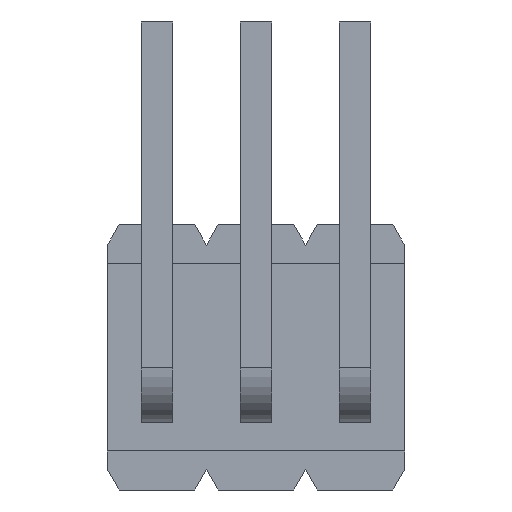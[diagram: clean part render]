
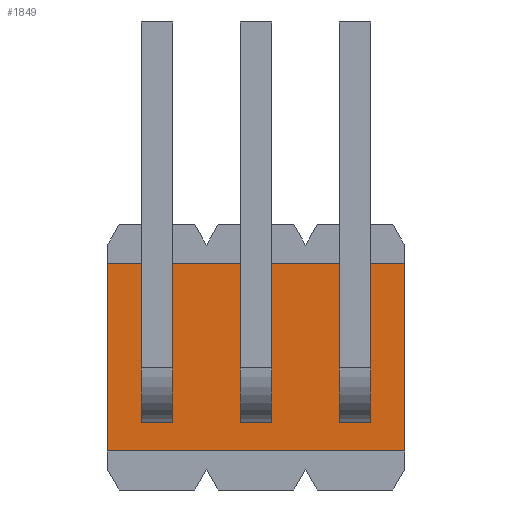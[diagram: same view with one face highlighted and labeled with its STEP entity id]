
A CAD part, front view. The second image highlights one B-rep face of the part: STEP entity #1849.
In plain terms, the highlighted planar face has unit normal (0, -1, 0).
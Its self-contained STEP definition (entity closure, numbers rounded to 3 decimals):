
#61=DIRECTION('',(0.,0.,-1.));
#62=VECTOR('',#61,2.4);
#63=CARTESIAN_POINT('',(3.175,0.1,1.2));
#64=LINE('3753',#63,#62);
#105=DIRECTION('',(0.,0.,-1.));
#106=VECTOR('',#105,2.4);
#107=CARTESIAN_POINT('',(-0.635,0.1,1.2));
#108=LINE('3721',#107,#106);
#117=DIRECTION('',(1.,0.,0.));
#118=VECTOR('',#117,3.81);
#119=CARTESIAN_POINT('',(-0.635,0.1,1.2));
#120=LINE('3725',#119,#118);
#121=DIRECTION('',(0.,0.,-1.));
#122=VECTOR('',#121,0.4);
#123=CARTESIAN_POINT('',(-0.2,0.1,0.835));
#124=LINE('3805',#123,#122);
#125=DIRECTION('',(-1.,0.,0.));
#126=VECTOR('',#125,0.4);
#127=CARTESIAN_POINT('',(0.2,0.1,0.435));
#128=LINE('3807',#127,#126);
#129=DIRECTION('',(0.,0.,-1.));
#130=VECTOR('',#129,0.4);
#131=CARTESIAN_POINT('',(0.2,0.1,0.835));
#132=LINE('3806',#131,#130);
#133=DIRECTION('',(1.,0.,0.));
#134=VECTOR('',#133,0.4);
#135=CARTESIAN_POINT('',(-0.2,0.1,0.835));
#136=LINE('3808',#135,#134);
#137=DIRECTION('',(0.,0.,-1.));
#138=VECTOR('',#137,0.4);
#139=CARTESIAN_POINT('',(-0.2,0.1,-0.435));
#140=LINE('3809',#139,#138);
#141=DIRECTION('',(-1.,0.,0.));
#142=VECTOR('',#141,0.4);
#143=CARTESIAN_POINT('',(0.2,0.1,-0.835));
#144=LINE('3811',#143,#142);
#145=DIRECTION('',(0.,0.,-1.));
#146=VECTOR('',#145,0.4);
#147=CARTESIAN_POINT('',(0.2,0.1,-0.435));
#148=LINE('3810',#147,#146);
#149=DIRECTION('',(1.,0.,0.));
#150=VECTOR('',#149,0.4);
#151=CARTESIAN_POINT('',(-0.2,0.1,-0.435));
#152=LINE('3812',#151,#150);
#153=DIRECTION('',(0.,0.,-1.));
#154=VECTOR('',#153,0.4);
#155=CARTESIAN_POINT('',(1.07,0.1,0.835));
#156=LINE('3877',#155,#154);
#157=DIRECTION('',(-1.,0.,0.));
#158=VECTOR('',#157,0.4);
#159=CARTESIAN_POINT('',(1.47,0.1,0.435));
#160=LINE('3879',#159,#158);
#161=DIRECTION('',(0.,0.,-1.));
#162=VECTOR('',#161,0.4);
#163=CARTESIAN_POINT('',(1.47,0.1,0.835));
#164=LINE('3878',#163,#162);
#165=DIRECTION('',(1.,0.,0.));
#166=VECTOR('',#165,0.4);
#167=CARTESIAN_POINT('',(1.07,0.1,0.835));
#168=LINE('3880',#167,#166);
#169=DIRECTION('',(0.,0.,-1.));
#170=VECTOR('',#169,0.4);
#171=CARTESIAN_POINT('',(1.07,0.1,-0.435));
#172=LINE('3881',#171,#170);
#173=DIRECTION('',(-1.,0.,0.));
#174=VECTOR('',#173,0.4);
#175=CARTESIAN_POINT('',(1.47,0.1,-0.835));
#176=LINE('3883',#175,#174);
#177=DIRECTION('',(0.,0.,-1.));
#178=VECTOR('',#177,0.4);
#179=CARTESIAN_POINT('',(1.47,0.1,-0.435));
#180=LINE('3882',#179,#178);
#181=DIRECTION('',(1.,0.,0.));
#182=VECTOR('',#181,0.4);
#183=CARTESIAN_POINT('',(1.07,0.1,-0.435));
#184=LINE('3884',#183,#182);
#185=DIRECTION('',(0.,0.,-1.));
#186=VECTOR('',#185,0.4);
#187=CARTESIAN_POINT('',(2.34,0.1,0.835));
#188=LINE('3949',#187,#186);
#189=DIRECTION('',(-1.,0.,0.));
#190=VECTOR('',#189,0.4);
#191=CARTESIAN_POINT('',(2.74,0.1,0.435));
#192=LINE('3951',#191,#190);
#193=DIRECTION('',(0.,0.,-1.));
#194=VECTOR('',#193,0.4);
#195=CARTESIAN_POINT('',(2.74,0.1,0.835));
#196=LINE('3950',#195,#194);
#197=DIRECTION('',(1.,0.,0.));
#198=VECTOR('',#197,0.4);
#199=CARTESIAN_POINT('',(2.34,0.1,0.835));
#200=LINE('3952',#199,#198);
#201=DIRECTION('',(0.,0.,-1.));
#202=VECTOR('',#201,0.4);
#203=CARTESIAN_POINT('',(2.34,0.1,-0.435));
#204=LINE('3953',#203,#202);
#205=DIRECTION('',(-1.,0.,0.));
#206=VECTOR('',#205,0.4);
#207=CARTESIAN_POINT('',(2.74,0.1,-0.835));
#208=LINE('3955',#207,#206);
#209=DIRECTION('',(0.,0.,-1.));
#210=VECTOR('',#209,0.4);
#211=CARTESIAN_POINT('',(2.74,0.1,-0.435));
#212=LINE('3954',#211,#210);
#213=DIRECTION('',(1.,0.,0.));
#214=VECTOR('',#213,0.4);
#215=CARTESIAN_POINT('',(2.34,0.1,-0.435));
#216=LINE('3956',#215,#214);
#217=DIRECTION('',(1.,0.,0.));
#218=VECTOR('',#217,3.81);
#219=CARTESIAN_POINT('',(-0.635,0.1,-1.2));
#220=LINE('3726',#219,#218);
#1233=CARTESIAN_POINT('',(-0.635,0.1,1.2));
#1234=VERTEX_POINT('',#1233);
#1235=CARTESIAN_POINT('',(-0.635,0.1,-1.2));
#1236=VERTEX_POINT('',#1235);
#1237=CARTESIAN_POINT('',(3.175,0.1,1.2));
#1238=VERTEX_POINT('',#1237);
#1239=CARTESIAN_POINT('',(3.175,0.1,-1.2));
#1240=VERTEX_POINT('',#1239);
#1353=CARTESIAN_POINT('',(-0.2,0.1,0.835));
#1354=CARTESIAN_POINT('',(-0.2,0.1,0.435));
#1355=VERTEX_POINT('',#1353);
#1356=VERTEX_POINT('',#1354);
#1357=CARTESIAN_POINT('',(0.2,0.1,0.835));
#1358=CARTESIAN_POINT('',(0.2,0.1,0.435));
#1359=VERTEX_POINT('',#1357);
#1360=VERTEX_POINT('',#1358);
#1361=CARTESIAN_POINT('',(-0.2,0.1,-0.435));
#1362=CARTESIAN_POINT('',(-0.2,0.1,-0.835));
#1363=VERTEX_POINT('',#1361);
#1364=VERTEX_POINT('',#1362);
#1365=CARTESIAN_POINT('',(0.2,0.1,-0.435));
#1366=CARTESIAN_POINT('',(0.2,0.1,-0.835));
#1367=VERTEX_POINT('',#1365);
#1368=VERTEX_POINT('',#1366);
#1449=CARTESIAN_POINT('',(1.07,0.1,0.835));
#1450=CARTESIAN_POINT('',(1.07,0.1,0.435));
#1451=VERTEX_POINT('',#1449);
#1452=VERTEX_POINT('',#1450);
#1453=CARTESIAN_POINT('',(1.47,0.1,0.835));
#1454=CARTESIAN_POINT('',(1.47,0.1,0.435));
#1455=VERTEX_POINT('',#1453);
#1456=VERTEX_POINT('',#1454);
#1457=CARTESIAN_POINT('',(1.07,0.1,-0.435));
#1458=CARTESIAN_POINT('',(1.07,0.1,-0.835));
#1459=VERTEX_POINT('',#1457);
#1460=VERTEX_POINT('',#1458);
#1461=CARTESIAN_POINT('',(1.47,0.1,-0.435));
#1462=CARTESIAN_POINT('',(1.47,0.1,-0.835));
#1463=VERTEX_POINT('',#1461);
#1464=VERTEX_POINT('',#1462);
#1545=CARTESIAN_POINT('',(2.34,0.1,0.835));
#1546=CARTESIAN_POINT('',(2.34,0.1,0.435));
#1547=VERTEX_POINT('',#1545);
#1548=VERTEX_POINT('',#1546);
#1549=CARTESIAN_POINT('',(2.74,0.1,0.835));
#1550=CARTESIAN_POINT('',(2.74,0.1,0.435));
#1551=VERTEX_POINT('',#1549);
#1552=VERTEX_POINT('',#1550);
#1553=CARTESIAN_POINT('',(2.34,0.1,-0.435));
#1554=CARTESIAN_POINT('',(2.34,0.1,-0.835));
#1555=VERTEX_POINT('',#1553);
#1556=VERTEX_POINT('',#1554);
#1557=CARTESIAN_POINT('',(2.74,0.1,-0.435));
#1558=CARTESIAN_POINT('',(2.74,0.1,-0.835));
#1559=VERTEX_POINT('',#1557);
#1560=VERTEX_POINT('',#1558);
#1777=CARTESIAN_POINT('',(-0.635,0.1,1.2));
#1778=DIRECTION('',(0.,1.,0.));
#1779=DIRECTION('',(0.,0.,-1.));
#1780=AXIS2_PLACEMENT_3D('',#1777,#1778,#1779);
#1781=PLANE('3591',#1780);
#1782=ORIENTED_EDGE('3721',*,*,#1762,.F.);
#1783=ORIENTED_EDGE('3725',*,*,#1601,.T.);
#1784=ORIENTED_EDGE('3753',*,*,#1625,.T.);
#1786=ORIENTED_EDGE('3726',*,*,#1785,.F.);
#1787=EDGE_LOOP('3591',(#1782,#1783,#1784,#1786));
#1788=FACE_OUTER_BOUND('3591',#1787,.F.);
#1790=ORIENTED_EDGE('3805',*,*,#1789,.T.);
#1792=ORIENTED_EDGE('3807',*,*,#1791,.F.);
#1794=ORIENTED_EDGE('3806',*,*,#1793,.F.);
#1796=ORIENTED_EDGE('3808',*,*,#1795,.F.);
#1797=EDGE_LOOP('3591',(#1790,#1792,#1794,#1796));
#1798=FACE_BOUND('3591',#1797,.F.);
#1800=ORIENTED_EDGE('3809',*,*,#1799,.T.);
#1802=ORIENTED_EDGE('3811',*,*,#1801,.F.);
#1804=ORIENTED_EDGE('3810',*,*,#1803,.F.);
#1806=ORIENTED_EDGE('3812',*,*,#1805,.F.);
#1807=EDGE_LOOP('3591',(#1800,#1802,#1804,#1806));
#1808=FACE_BOUND('3591',#1807,.F.);
#1810=ORIENTED_EDGE('3877',*,*,#1809,.T.);
#1812=ORIENTED_EDGE('3879',*,*,#1811,.F.);
#1814=ORIENTED_EDGE('3878',*,*,#1813,.F.);
#1816=ORIENTED_EDGE('3880',*,*,#1815,.F.);
#1817=EDGE_LOOP('3591',(#1810,#1812,#1814,#1816));
#1818=FACE_BOUND('3591',#1817,.F.);
#1820=ORIENTED_EDGE('3881',*,*,#1819,.T.);
#1822=ORIENTED_EDGE('3883',*,*,#1821,.F.);
#1824=ORIENTED_EDGE('3882',*,*,#1823,.F.);
#1826=ORIENTED_EDGE('3884',*,*,#1825,.F.);
#1827=EDGE_LOOP('3591',(#1820,#1822,#1824,#1826));
#1828=FACE_BOUND('3591',#1827,.F.);
#1830=ORIENTED_EDGE('3949',*,*,#1829,.T.);
#1832=ORIENTED_EDGE('3951',*,*,#1831,.F.);
#1834=ORIENTED_EDGE('3950',*,*,#1833,.F.);
#1836=ORIENTED_EDGE('3952',*,*,#1835,.F.);
#1837=EDGE_LOOP('3591',(#1830,#1832,#1834,#1836));
#1838=FACE_BOUND('3591',#1837,.F.);
#1840=ORIENTED_EDGE('3953',*,*,#1839,.T.);
#1842=ORIENTED_EDGE('3955',*,*,#1841,.F.);
#1844=ORIENTED_EDGE('3954',*,*,#1843,.F.);
#1846=ORIENTED_EDGE('3956',*,*,#1845,.F.);
#1847=EDGE_LOOP('3591',(#1840,#1842,#1844,#1846));
#1848=FACE_BOUND('3591',#1847,.F.);
#1849=ADVANCED_FACE('3591',(#1788,#1798,#1808,#1818,#1828,#1838,#1848),#1781,
.F.);
#1601=EDGE_CURVE('3725',#1234,#1238,#120,.T.);
#1625=EDGE_CURVE('3753',#1238,#1240,#64,.T.);
#1762=EDGE_CURVE('3721',#1234,#1236,#108,.T.);
#1785=EDGE_CURVE('3726',#1236,#1240,#220,.T.);
#1789=EDGE_CURVE('3805',#1355,#1356,#124,.T.);
#1791=EDGE_CURVE('3807',#1360,#1356,#128,.T.);
#1793=EDGE_CURVE('3806',#1359,#1360,#132,.T.);
#1795=EDGE_CURVE('3808',#1355,#1359,#136,.T.);
#1799=EDGE_CURVE('3809',#1363,#1364,#140,.T.);
#1801=EDGE_CURVE('3811',#1368,#1364,#144,.T.);
#1803=EDGE_CURVE('3810',#1367,#1368,#148,.T.);
#1805=EDGE_CURVE('3812',#1363,#1367,#152,.T.);
#1809=EDGE_CURVE('3877',#1451,#1452,#156,.T.);
#1811=EDGE_CURVE('3879',#1456,#1452,#160,.T.);
#1813=EDGE_CURVE('3878',#1455,#1456,#164,.T.);
#1815=EDGE_CURVE('3880',#1451,#1455,#168,.T.);
#1819=EDGE_CURVE('3881',#1459,#1460,#172,.T.);
#1821=EDGE_CURVE('3883',#1464,#1460,#176,.T.);
#1823=EDGE_CURVE('3882',#1463,#1464,#180,.T.);
#1825=EDGE_CURVE('3884',#1459,#1463,#184,.T.);
#1829=EDGE_CURVE('3949',#1547,#1548,#188,.T.);
#1831=EDGE_CURVE('3951',#1552,#1548,#192,.T.);
#1833=EDGE_CURVE('3950',#1551,#1552,#196,.T.);
#1835=EDGE_CURVE('3952',#1547,#1551,#200,.T.);
#1839=EDGE_CURVE('3953',#1555,#1556,#204,.T.);
#1841=EDGE_CURVE('3955',#1560,#1556,#208,.T.);
#1843=EDGE_CURVE('3954',#1559,#1560,#212,.T.);
#1845=EDGE_CURVE('3956',#1555,#1559,#216,.T.);
